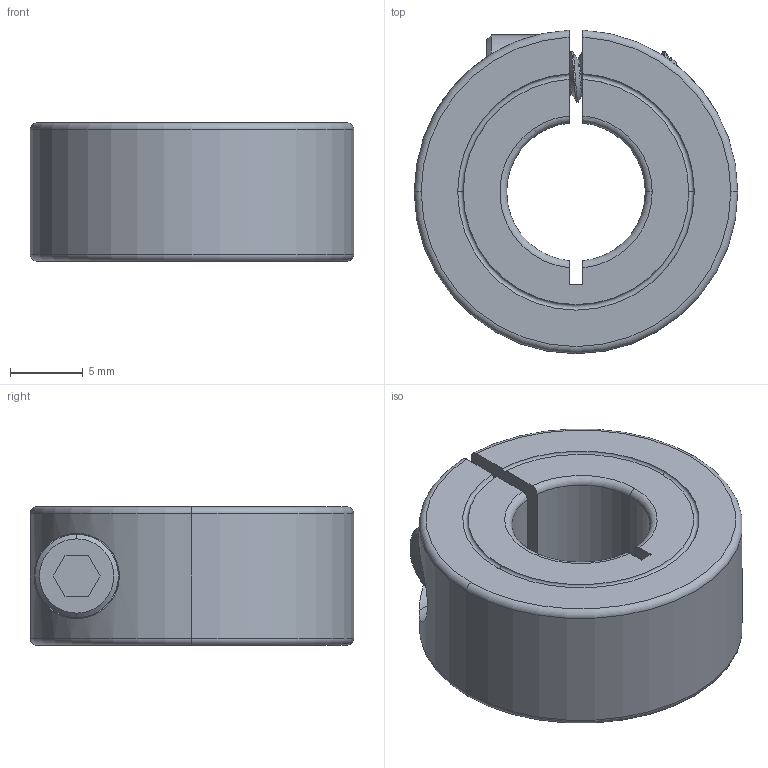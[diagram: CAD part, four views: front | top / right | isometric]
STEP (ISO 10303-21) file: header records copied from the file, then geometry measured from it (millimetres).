
FILE_DESCRIPTION (( 'STEP AP203' ), '1' );
FILE_NAME ('6435K13.step', '2013-04-30T20:29:14', ( '' ), ( '' ), 'SwSTEP 2.0', 'SolidWorks 2010', '' );
FILE_SCHEMA (( 'CONFIG_CONTROL_DESIGN' ));
Length unit declared in the file: inch
Products named in the file (1): 6435K13
Bounding box: 22.23 x 22.21 x 9.53 mm (x, y, z)
Volume: 2850.1 mm3; surface area: 2080 mm2
Topology: 2 solids, 2 shells, 80 faces, 214 edges, 141 vertices
Faces by surface type: cylinder 37, plane 20, torus 15, cone 5, bspline 3
Entity records: 4483 total; most frequent: CARTESIAN_POINT 2533, ORIENTED_EDGE 428, DIRECTION 361, EDGE_CURVE 214, VERTEX_POINT 141, AXIS2_PLACEMENT_3D 140, EDGE_LOOP 87, LINE 81
